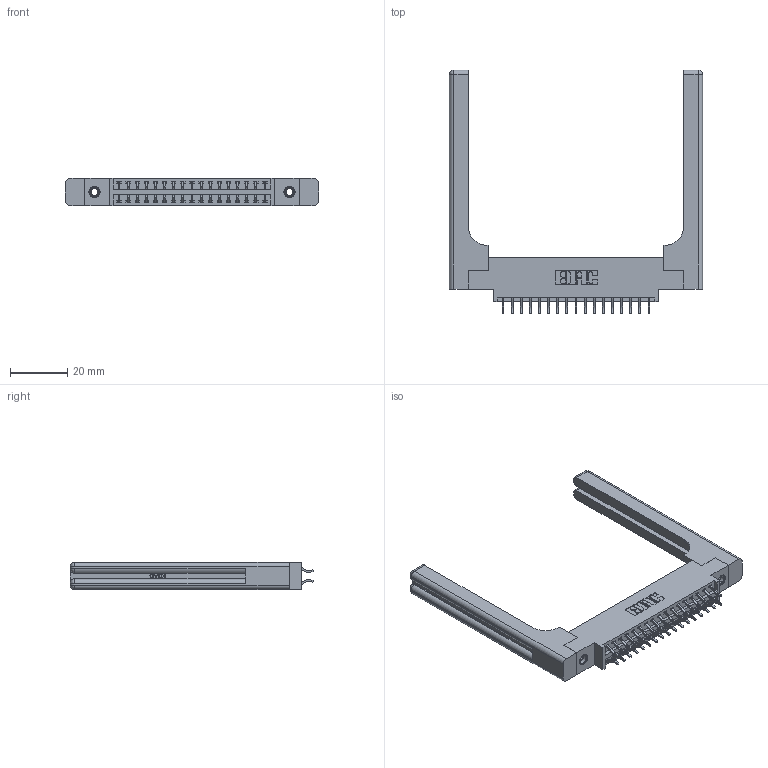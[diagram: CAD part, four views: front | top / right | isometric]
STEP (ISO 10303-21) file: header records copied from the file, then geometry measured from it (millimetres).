
FILE_DESCRIPTION (( 'STEP AP203' ), '1' );
FILE_NAME ('396-034-556-858.STEP', '2019-11-01T20:31:58', ( '' ), ( '' ), 'SwSTEP 2.0', 'SolidWorks 2016', '' );
FILE_SCHEMA (( 'CONFIG_CONTROL_DESIGN' ));
Length unit declared in the file: inch
Products named in the file (5): 345-292-001_556 Tail; 345-250-001_345-250-001-102; 346-220-058_345-220-058; 396-034-556-858; 346 Part_0.170 Offset - 0.156 Dia-TH
Assembly tree (39 placements, depth 2):
  396-034-556-858
    346 Part_0.170 Offset - 0.156 Dia-TH
    345-292-001_556 Tail  x34
    345-250-001_345-250-001-102  x2
    346-220-058_345-220-058  x2
Bounding box: 88.04 x 84.84 x 9.4 mm (x, y, z)
Volume: 15728.8 mm3; surface area: 16046.8 mm2
Topology: 39 solids, 39 shells, 2354 faces, 6889 edges, 4526 vertices
Faces by surface type: plane 1554, cylinder 740, bspline 36, cone 12, sphere 8, torus 4
Entity records: 19994 total; most frequent: CARTESIAN_POINT 4353, ORIENTED_EDGE 3072, DIRECTION 2808, EDGE_CURVE 1536, LINE 1236, VECTOR 1236, VERTEX_POINT 1014, AXIS2_PLACEMENT_3D 786
